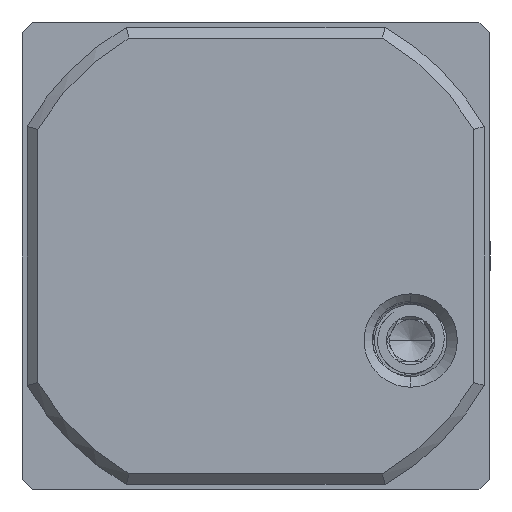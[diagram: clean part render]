
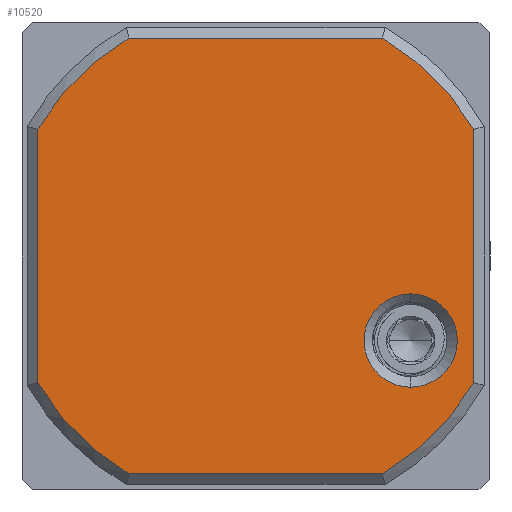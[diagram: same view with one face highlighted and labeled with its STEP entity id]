
A CAD part, left-side view. The second image highlights one B-rep face of the part: STEP entity #10520.
In plain terms, the highlighted planar face has unit normal (-1, 0, 0).
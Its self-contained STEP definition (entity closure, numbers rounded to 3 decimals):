
#190 = ORIENTED_EDGE ( 'NONE', *, *, #19404, .T. ) ;
#268 = DIRECTION ( 'NONE',  ( 0., 0., 1. ) ) ;
#427 = AXIS2_PLACEMENT_3D ( 'NONE', #16946, #15311, #17235 ) ;
#619 = DIRECTION ( 'NONE',  ( 0., 0., 1. ) ) ;
#629 = EDGE_CURVE ( 'NONE', #11844, #12947, #4474, .T. ) ;
#679 = VECTOR ( 'NONE', #9318, 1000. ) ;
#769 = CARTESIAN_POINT ( 'NONE',  ( -5., -7.5, 30.3 ) ) ;
#776 = ORIENTED_EDGE ( 'NONE', *, *, #14184, .F. ) ;
#1175 = EDGE_CURVE ( 'NONE', #12947, #3582, #4205, .T. ) ;
#1446 = CARTESIAN_POINT ( 'NONE',  ( -5., -7.5, 25.858 ) ) ;
#1648 = DIRECTION ( 'NONE',  ( 0., 0., 1. ) ) ;
#1751 = VERTEX_POINT ( 'NONE', #1446 ) ;
#1792 = EDGE_CURVE ( 'NONE', #12507, #7352, #15336, .T. ) ;
#1875 = VERTEX_POINT ( 'NONE', #5173 ) ;
#1987 = LINE ( 'NONE', #6047, #679 ) ;
#2015 = DIRECTION ( 'NONE',  ( 0., 0., 1. ) ) ;
#2316 = ORIENTED_EDGE ( 'NONE', *, *, #1792, .T. ) ;
#2473 = DIRECTION ( 'NONE',  ( -1., 0., 0. ) ) ;
#2877 = CARTESIAN_POINT ( 'NONE',  ( -5., -22.25, 22.25 ) ) ;
#3231 = DIRECTION ( 'NONE',  ( 0., 1., 0. ) ) ;
#3571 = CIRCLE ( 'NONE', #12779, 24. ) ;
#3582 = VERTEX_POINT ( 'NONE', #3617 ) ;
#3617 = CARTESIAN_POINT ( 'NONE',  ( -5., -43., 10.19 ) ) ;
#4205 = CIRCLE ( 'NONE', #12238, 24. ) ;
#4246 = CIRCLE ( 'NONE', #20616, 4.442 ) ;
#4263 = VERTEX_POINT ( 'NONE', #15030 ) ;
#4339 = AXIS2_PLACEMENT_3D ( 'NONE', #11704, #15103, #268 ) ;
#4474 = LINE ( 'NONE', #18701, #11647 ) ;
#4684 = EDGE_CURVE ( 'NONE', #11894, #4263, #1987, .T. ) ;
#4772 = DIRECTION ( 'NONE',  ( 0., 0., 1. ) ) ;
#5004 = CARTESIAN_POINT ( 'NONE',  ( -5., -22.25, 22.25 ) ) ;
#5173 = CARTESIAN_POINT ( 'NONE',  ( -5., -43., 34.31 ) ) ;
#5745 = CARTESIAN_POINT ( 'NONE',  ( -5., -10.19, 43. ) ) ;
#5862 = FACE_OUTER_BOUND ( 'NONE', #8823, .T. ) ;
#6047 = CARTESIAN_POINT ( 'NONE',  ( -5., -1.5, 9.924 ) ) ;
#6395 = LINE ( 'NONE', #18809, #8530 ) ;
#6603 = ORIENTED_EDGE ( 'NONE', *, *, #10906, .F. ) ;
#6695 = DIRECTION ( 'NONE',  ( 0., -1., 0. ) ) ;
#6717 = ORIENTED_EDGE ( 'NONE', *, *, #8159, .T. ) ;
#7352 = VERTEX_POINT ( 'NONE', #5745 ) ;
#7465 = AXIS2_PLACEMENT_3D ( 'NONE', #14190, #7731, #619 ) ;
#7671 = AXIS2_PLACEMENT_3D ( 'NONE', #14909, #20046, #4772 ) ;
#7731 = DIRECTION ( 'NONE',  ( -1., 0., 0. ) ) ;
#8159 = EDGE_CURVE ( 'NONE', #3582, #1875, #6395, .T. ) ;
#8453 = CARTESIAN_POINT ( 'NONE',  ( -5., -10.19, 1.5 ) ) ;
#8530 = VECTOR ( 'NONE', #2015, 1000. ) ;
#8823 = EDGE_LOOP ( 'NONE', ( #6717, #13367, #2316, #15626, #20263, #190, #15712, #18008 ) ) ;
#9318 = DIRECTION ( 'NONE',  ( 0., 0., -1. ) ) ;
#9378 = DIRECTION ( 'NONE',  ( 0., 0., 1. ) ) ;
#9892 = EDGE_CURVE ( 'NONE', #7352, #11894, #3571, .T. ) ;
#10321 = DIRECTION ( 'NONE',  ( -1., 0., 0. ) ) ;
#10520 = ADVANCED_FACE ( 'NONE', ( #5862, #14864 ), #18738, .T. ) ;
#10906 = EDGE_CURVE ( 'NONE', #15638, #1751, #4246, .T. ) ;
#11094 = CIRCLE ( 'NONE', #7465, 24. ) ;
#11548 = CARTESIAN_POINT ( 'NONE',  ( -5., -34.31, 1.5 ) ) ;
#11647 = VECTOR ( 'NONE', #6695, 1000. ) ;
#11704 = CARTESIAN_POINT ( 'NONE',  ( -5., -22.25, 22.25 ) ) ;
#11844 = VERTEX_POINT ( 'NONE', #8453 ) ;
#11894 = VERTEX_POINT ( 'NONE', #20264 ) ;
#12105 = CIRCLE ( 'NONE', #7671, 4.442 ) ;
#12149 = VECTOR ( 'NONE', #3231, 1000. ) ;
#12173 = EDGE_CURVE ( 'NONE', #1875, #12507, #11094, .T. ) ;
#12238 = AXIS2_PLACEMENT_3D ( 'NONE', #5004, #10321, #1648 ) ;
#12507 = VERTEX_POINT ( 'NONE', #13510 ) ;
#12779 = AXIS2_PLACEMENT_3D ( 'NONE', #2877, #14605, #21361 ) ;
#12947 = VERTEX_POINT ( 'NONE', #11548 ) ;
#13330 = CARTESIAN_POINT ( 'NONE',  ( -5., -9.924, 43. ) ) ;
#13367 = ORIENTED_EDGE ( 'NONE', *, *, #12173, .T. ) ;
#13510 = CARTESIAN_POINT ( 'NONE',  ( -5., -34.31, 43. ) ) ;
#14184 = EDGE_CURVE ( 'NONE', #1751, #15638, #12105, .T. ) ;
#14190 = CARTESIAN_POINT ( 'NONE',  ( -5., -22.25, 22.25 ) ) ;
#14605 = DIRECTION ( 'NONE',  ( -1., 0., 0. ) ) ;
#14864 = FACE_BOUND ( 'NONE', #18024, .T. ) ;
#14909 = CARTESIAN_POINT ( 'NONE',  ( -5., -7.5, 30.3 ) ) ;
#15030 = CARTESIAN_POINT ( 'NONE',  ( -5., -1.5, 10.19 ) ) ;
#15103 = DIRECTION ( 'NONE',  ( -1., 0., 0. ) ) ;
#15311 = DIRECTION ( 'NONE',  ( -1., 0., 0. ) ) ;
#15336 = LINE ( 'NONE', #13330, #12149 ) ;
#15626 = ORIENTED_EDGE ( 'NONE', *, *, #9892, .T. ) ;
#15638 = VERTEX_POINT ( 'NONE', #16363 ) ;
#15712 = ORIENTED_EDGE ( 'NONE', *, *, #629, .T. ) ;
#16363 = CARTESIAN_POINT ( 'NONE',  ( -5., -7.5, 34.742 ) ) ;
#16403 = CIRCLE ( 'NONE', #4339, 24. ) ;
#16946 = CARTESIAN_POINT ( 'NONE',  ( -5., -22.25, 22.25 ) ) ;
#17235 = DIRECTION ( 'NONE',  ( 0., 0., 1. ) ) ;
#18008 = ORIENTED_EDGE ( 'NONE', *, *, #1175, .T. ) ;
#18024 = EDGE_LOOP ( 'NONE', ( #6603, #776 ) ) ;
#18701 = CARTESIAN_POINT ( 'NONE',  ( -5., -34.576, 1.5 ) ) ;
#18738 = PLANE ( 'NONE',  #427 ) ;
#18809 = CARTESIAN_POINT ( 'NONE',  ( -5., -43., 34.576 ) ) ;
#19404 = EDGE_CURVE ( 'NONE', #4263, #11844, #16403, .T. ) ;
#20046 = DIRECTION ( 'NONE',  ( -1., 0., 0. ) ) ;
#20263 = ORIENTED_EDGE ( 'NONE', *, *, #4684, .T. ) ;
#20264 = CARTESIAN_POINT ( 'NONE',  ( -5., -1.5, 34.31 ) ) ;
#20616 = AXIS2_PLACEMENT_3D ( 'NONE', #769, #2473, #9378 ) ;
#21361 = DIRECTION ( 'NONE',  ( 0., 0., 1. ) ) ;
